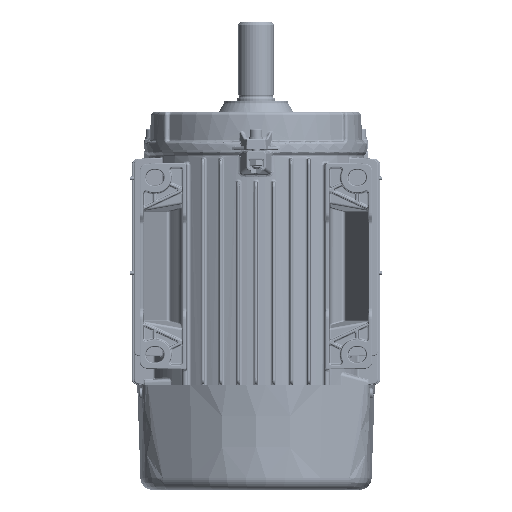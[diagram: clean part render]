
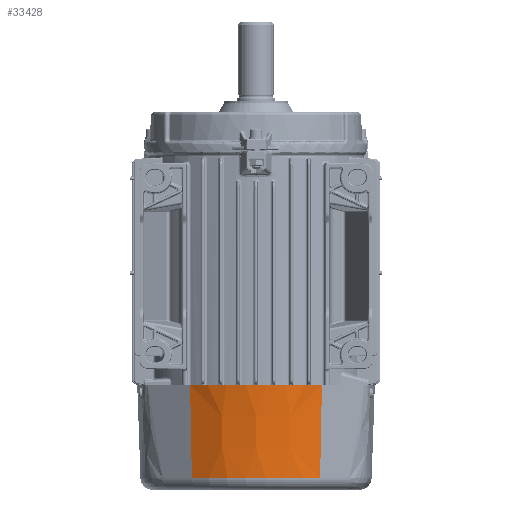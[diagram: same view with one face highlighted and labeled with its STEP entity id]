
A CAD part, front view. The second image highlights one B-rep face of the part: STEP entity #33428.
In plain terms, the highlighted conical face has half-angle 2 degrees and reference radius 94 mm.
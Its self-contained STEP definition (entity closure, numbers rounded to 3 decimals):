
#3880=CONICAL_SURFACE('',#138621,94.,2.);
#12359=FACE_OUTER_BOUND('',#50677,.T.);
#18632=LINE('',#292481,#25809);
#18634=LINE('',#292485,#25811);
#25809=VECTOR('',#170739,1.);
#25811=VECTOR('',#170743,1.);
#33428=ADVANCED_FACE('',(#12359),#3880,.T.);
#42703=CIRCLE('',#137890,91.439);
#43099=CIRCLE('',#138618,94.);
#50677=EDGE_LOOP('',(#81178,#81179,#81180,#81181));
#81178=ORIENTED_EDGE('',*,*,#118612,.F.);
#81179=ORIENTED_EDGE('',*,*,#117401,.T.);
#81180=ORIENTED_EDGE('',*,*,#118614,.F.);
#81181=ORIENTED_EDGE('',*,*,#118638,.F.);
#96266=VERTEX_POINT('',#289091);
#96268=VERTEX_POINT('',#289096);
#97412=VERTEX_POINT('',#292482);
#97413=VERTEX_POINT('',#292486);
#117401=EDGE_CURVE('',#96266,#96268,#42703,.T.);
#118612=EDGE_CURVE('',#96266,#97412,#18632,.T.);
#118614=EDGE_CURVE('',#97413,#96268,#18634,.T.);
#118638=EDGE_CURVE('',#97412,#97413,#43099,.T.);
#137890=AXIS2_PLACEMENT_3D('',#289449,#168509,#168510);
#138618=AXIS2_PLACEMENT_3D('',#292559,#170778,#170779);
#138621=AXIS2_PLACEMENT_3D('',#292562,#170784,#170785);
#168509=DIRECTION('',(0.,0.,1.));
#168510=DIRECTION('',(1.,0.,0.));
#170739=DIRECTION('',(-0.019,-0.029,0.999));
#170743=DIRECTION('',(-0.019,0.029,-0.999));
#170778=DIRECTION('',(0.,0.,1.));
#170779=DIRECTION('',(1.,0.,0.));
#170784=DIRECTION('',(0.,0.,1.));
#170785=DIRECTION('',(1.,0.,0.));
#289091=CARTESIAN_POINT('',(-50.685,-76.106,-262.349));
#289096=CARTESIAN_POINT('',(50.685,-76.106,-262.349));
#289449=CARTESIAN_POINT('',(0.,0.,-262.349));
#292481=CARTESIAN_POINT('',(-52.105,-78.238,-189.));
#292482=CARTESIAN_POINT('',(-52.105,-78.238,-189.));
#292485=CARTESIAN_POINT('',(52.105,-78.238,-189.));
#292486=CARTESIAN_POINT('',(52.105,-78.238,-189.));
#292559=CARTESIAN_POINT('',(0.,0.,-189.));
#292562=CARTESIAN_POINT('',(0.,0.,-189.));
